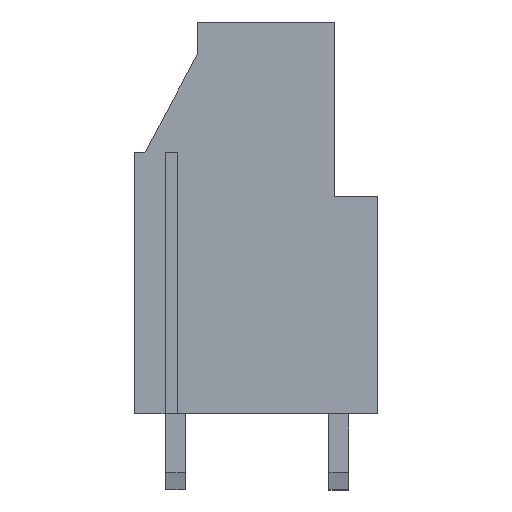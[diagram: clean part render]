
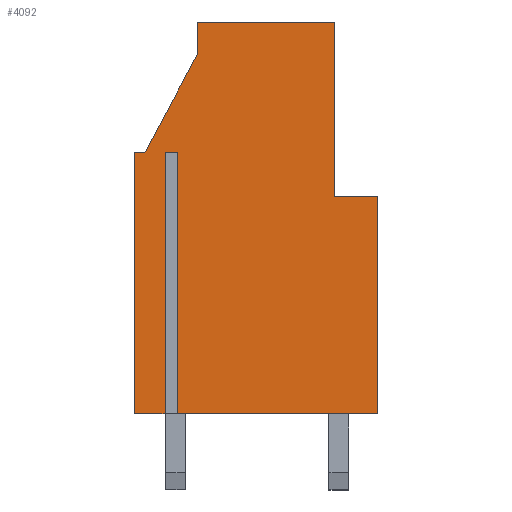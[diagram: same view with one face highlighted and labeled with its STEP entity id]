
A CAD part, front view. The second image highlights one B-rep face of the part: STEP entity #4092.
In plain terms, the highlighted planar face has unit normal (0, -1, 0).
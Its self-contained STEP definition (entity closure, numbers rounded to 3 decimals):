
#744=ORIENTED_EDGE('',*,*,#1389,.F.);
#745=ORIENTED_EDGE('',*,*,#1394,.T.);
#746=ORIENTED_EDGE('',*,*,#1383,.F.);
#747=ORIENTED_EDGE('',*,*,#1381,.F.);
#748=ORIENTED_EDGE('',*,*,#1395,.F.);
#749=ORIENTED_EDGE('',*,*,#1396,.T.);
#750=ORIENTED_EDGE('',*,*,#1397,.T.);
#751=ORIENTED_EDGE('',*,*,#1398,.F.);
#752=ORIENTED_EDGE('',*,*,#1399,.F.);
#753=ORIENTED_EDGE('',*,*,#1400,.F.);
#754=ORIENTED_EDGE('',*,*,#1401,.T.);
#755=ORIENTED_EDGE('',*,*,#1393,.T.);
#756=ORIENTED_EDGE('',*,*,#1390,.F.);
#1381=EDGE_CURVE('',#1760,#1761,#2165,.T.);
#1383=EDGE_CURVE('',#1761,#1762,#2167,.T.);
#1389=EDGE_CURVE('',#1764,#1763,#2171,.T.);
#1390=EDGE_CURVE('',#1763,#1765,#2172,.T.);
#1393=EDGE_CURVE('',#1766,#1765,#2175,.T.);
#1394=EDGE_CURVE('',#1764,#1762,#2176,.T.);
#1395=EDGE_CURVE('',#1767,#1760,#2177,.T.);
#1396=EDGE_CURVE('',#1767,#1768,#2178,.T.);
#1397=EDGE_CURVE('',#1768,#1769,#2179,.T.);
#1398=EDGE_CURVE('',#1770,#1769,#2180,.T.);
#1399=EDGE_CURVE('',#1771,#1770,#2181,.T.);
#1400=EDGE_CURVE('',#1772,#1771,#2182,.T.);
#1401=EDGE_CURVE('',#1772,#1766,#2183,.T.);
#1760=VERTEX_POINT('',#5902);
#1761=VERTEX_POINT('',#5904);
#1762=VERTEX_POINT('',#5908);
#1763=VERTEX_POINT('',#5915);
#1764=VERTEX_POINT('',#5917);
#1765=VERTEX_POINT('',#5921);
#1766=VERTEX_POINT('',#5925);
#1767=VERTEX_POINT('',#5930);
#1768=VERTEX_POINT('',#5932);
#1769=VERTEX_POINT('',#5934);
#1770=VERTEX_POINT('',#5936);
#1771=VERTEX_POINT('',#5938);
#1772=VERTEX_POINT('',#5940);
#2165=LINE('',#5903,#2613);
#2167=LINE('',#5907,#2615);
#2171=LINE('',#5918,#2619);
#2172=LINE('',#5920,#2620);
#2175=LINE('',#5926,#2623);
#2176=LINE('',#5928,#2624);
#2177=LINE('',#5929,#2625);
#2178=LINE('',#5931,#2626);
#2179=LINE('',#5933,#2627);
#2180=LINE('',#5935,#2628);
#2181=LINE('',#5937,#2629);
#2182=LINE('',#5939,#2630);
#2183=LINE('',#5941,#2631);
#2613=VECTOR('',#4941,1000.);
#2615=VECTOR('',#4945,1000.);
#2619=VECTOR('',#4957,1000.);
#2620=VECTOR('',#4960,1000.);
#2623=VECTOR('',#4965,1000.);
#2624=VECTOR('',#4968,1000.);
#2625=VECTOR('',#4969,1000.);
#2626=VECTOR('',#4970,1000.);
#2627=VECTOR('',#4971,1000.);
#2628=VECTOR('',#4972,1000.);
#2629=VECTOR('',#4973,1000.);
#2630=VECTOR('',#4974,1000.);
#2631=VECTOR('',#4975,1000.);
#2859=EDGE_LOOP('',(#744,#745,#746,#747,#748,#749,#750,#751,#752,#753,#754,
#755,#756));
#3027=FACE_BOUND('',#2859,.T.);
#3188=PLANE('',#4299);
#4092=ADVANCED_FACE('',(#3027),#3188,.F.);
#4299=AXIS2_PLACEMENT_3D('',#5927,#4966,#4967);
#4941=DIRECTION('',(0.471,0.,0.882));
#4945=DIRECTION('',(0.,0.,1.));
#4957=DIRECTION('',(0.,0.,-1.));
#4960=DIRECTION('',(1.,0.,0.));
#4965=DIRECTION('',(0.,0.,1.));
#4966=DIRECTION('',(0.,1.,0.));
#4967=DIRECTION('',(-1.,0.,0.));
#4968=DIRECTION('',(-1.,0.,0.));
#4969=DIRECTION('',(1.,0.,0.));
#4970=DIRECTION('',(0.,0.,-1.));
#4971=DIRECTION('',(1.,0.,0.));
#4972=DIRECTION('',(0.,0.,-1.));
#4973=DIRECTION('',(-1.,0.,0.));
#4974=DIRECTION('',(0.,0.,1.));
#4975=DIRECTION('',(1.,0.,0.));
#5902=CARTESIAN_POINT('',(0.5,-2.54,12.));
#5903=CARTESIAN_POINT('',(-6.433,-2.54,-1.));
#5904=CARTESIAN_POINT('',(2.9,-2.54,16.5));
#5907=CARTESIAN_POINT('',(2.9,-2.54,-1.));
#5908=CARTESIAN_POINT('',(2.9,-2.54,18.));
#5915=CARTESIAN_POINT('',(9.2,-2.54,10.));
#5917=CARTESIAN_POINT('',(9.2,-2.54,18.));
#5918=CARTESIAN_POINT('',(9.2,-2.54,18.));
#5920=CARTESIAN_POINT('',(9.038,-2.54,10.));
#5921=CARTESIAN_POINT('',(11.2,-2.54,10.));
#5925=CARTESIAN_POINT('',(11.2,-2.54,0.));
#5926=CARTESIAN_POINT('',(11.2,-2.54,-1.));
#5927=CARTESIAN_POINT('',(12.134,-2.54,19.8));
#5928=CARTESIAN_POINT('',(5.35,-2.54,18.));
#5929=CARTESIAN_POINT('',(5.35,-2.54,12.));
#5930=CARTESIAN_POINT('',(0.,-2.54,12.));
#5931=CARTESIAN_POINT('',(0.,-2.54,-1.));
#5932=CARTESIAN_POINT('',(0.,-2.54,0.));
#5933=CARTESIAN_POINT('',(5.35,-2.54,0.));
#5934=CARTESIAN_POINT('',(1.423,-2.54,0.));
#5935=CARTESIAN_POINT('',(1.423,-2.54,-1.));
#5936=CARTESIAN_POINT('',(1.423,-2.54,12.));
#5937=CARTESIAN_POINT('',(5.35,-2.54,12.));
#5938=CARTESIAN_POINT('',(1.977,-2.54,12.));
#5939=CARTESIAN_POINT('',(1.977,-2.54,-1.));
#5940=CARTESIAN_POINT('',(1.977,-2.54,0.));
#5941=CARTESIAN_POINT('',(5.35,-2.54,0.));
